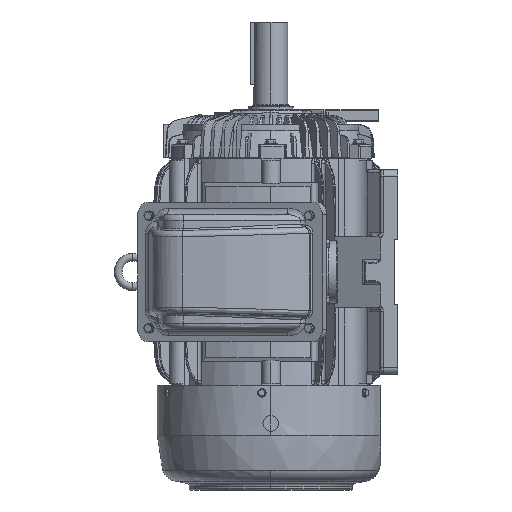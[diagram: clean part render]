
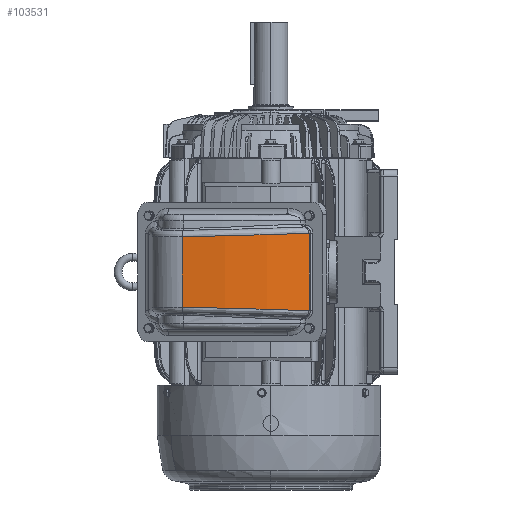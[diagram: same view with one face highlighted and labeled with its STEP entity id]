
A CAD part, left-side view. The second image highlights one B-rep face of the part: STEP entity #103531.
In plain terms, the highlighted cylindrical face has radius 520 mm (diameter 1040 mm), a partial arc.
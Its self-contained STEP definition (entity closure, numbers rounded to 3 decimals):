
#1370 = VECTOR ( 'NONE', #105633, 1000. ) ;
#2137 = ORIENTED_EDGE ( 'NONE', *, *, #94753, .T. ) ;
#3320 = CARTESIAN_POINT ( 'NONE',  ( -412.714, 37.466, 58.823 ) ) ;
#3715 = CARTESIAN_POINT ( 'NONE',  ( -412.559, 35.654, 58.873 ) ) ;
#4115 = CARTESIAN_POINT ( 'NONE',  ( -412.232, 32.026, 58.972 ) ) ;
#4271 = LINE ( 'NONE', #115571, #1370 ) ;
#4816 = CARTESIAN_POINT ( 'NONE',  ( -409.368, 6.014, -59.711 ) ) ;
#9954 = VERTEX_POINT ( 'NONE', #56570 ) ;
#12160 = CARTESIAN_POINT ( 'NONE',  ( -411.088, 141.343, -56.474 ) ) ;
#12740 = CARTESIAN_POINT ( 'NONE',  ( -414.169, 107.801, -57.115 ) ) ;
#13140 = CARTESIAN_POINT ( 'NONE',  ( -413.014, 41.165, -58.723 ) ) ;
#13956 = CARTESIAN_POINT ( 'NONE',  ( -413.429, 46.824, -58.572 ) ) ;
#14462 = CARTESIAN_POINT ( 'NONE',  ( -399.457, -44.351, 61.34 ) ) ;
#16095 = CARTESIAN_POINT ( 'NONE',  ( -414.263, 56.535, 58.307 ) ) ;
#16283 = EDGE_CURVE ( 'NONE', #44622, #9954, #16618, .T. ) ;
#16618 = B_SPLINE_CURVE_WITH_KNOTS ( 'NONE', 3,
 ( #99103, #14462, #41317, #117369, #116562, #23108, #90035, #50762, #4115, #3715, #3320, #22294, #22706, #88409, #31797, #69817, #43323, #16095, #109850, #42907, #24737, #53225 ),
 .UNSPECIFIED., .F., .F.,
 ( 4, 2, 2, 2, 1, 1, 1, 1, 1, 1, 2, 2, 2, 4 ),
 ( 0., 0.25, 0.375, 0.437, 0.469, 0.484, 0.492, 0.496, 0.498, 0.499, 0.5, 0.5, 0.75, 1. ),
 .UNSPECIFIED. ) ;
#18371 = CARTESIAN_POINT ( 'NONE',  ( -411.088, 141.343, 0. ) ) ;
#22294 = CARTESIAN_POINT ( 'NONE',  ( -412.79, 38.372, 58.799 ) ) ;
#22706 = CARTESIAN_POINT ( 'NONE',  ( -412.827, 38.825, 58.786 ) ) ;
#22856 = FACE_OUTER_BOUND ( 'NONE', #115028, .T. ) ;
#23108 = CARTESIAN_POINT ( 'NONE',  ( -410.777, 18.512, 59.354 ) ) ;
#23816 = CARTESIAN_POINT ( 'NONE',  ( -414.58, 73.687, -57.893 ) ) ;
#24293 = EDGE_CURVE ( 'NONE', #42171, #46040, #38604, .T. ) ;
#24737 = CARTESIAN_POINT ( 'NONE',  ( -413.024, 124.687, 56.774 ) ) ;
#25203 = ORIENTED_EDGE ( 'NONE', *, *, #51228, .T. ) ;
#28271 = DIRECTION ( 'NONE',  ( 0., 0., -1. ) ) ;
#28305 = B_SPLINE_CURVE_WITH_KNOTS ( 'NONE', 3,
 ( #78640, #42216, #108329, #117887 ),
 .UNSPECIFIED., .F., .F.,
 ( 4, 4 ),
 ( -0.543, 0. ),
 .UNSPECIFIED. ) ;
#31797 = CARTESIAN_POINT ( 'NONE',  ( -412.854, 39.148, 58.778 ) ) ;
#32441 = DIRECTION ( 'NONE',  ( 0., 0., -1. ) ) ;
#32491 = CARTESIAN_POINT ( 'NONE',  ( -412.867, 39.31, -58.773 ) ) ;
#32892 = CARTESIAN_POINT ( 'NONE',  ( -412.875, 39.412, -58.77 ) ) ;
#37159 = EDGE_CURVE ( 'NONE', #102726, #42171, #4271, .T. ) ;
#38604 = B_SPLINE_CURVE_WITH_KNOTS ( 'NONE', 3,
 ( #67468, #38930, #115373, #105026 ),
 .UNSPECIFIED., .F., .F.,
 ( 4, 4 ),
 ( 0., 0.543 ),
 .UNSPECIFIED. ) ;
#38930 = CARTESIAN_POINT ( 'NONE',  ( -394.67, -61.155, -61.695 ) ) ;
#39124 = ORIENTED_EDGE ( 'NONE', *, *, #16283, .T. ) ;
#39215 = CARTESIAN_POINT ( 'NONE',  ( -394.673, -61.145, -61.951 ) ) ;
#41317 = CARTESIAN_POINT ( 'NONE',  ( -403.335, -27.522, 60.769 ) ) ;
#42171 = VERTEX_POINT ( 'NONE', #50953 ) ;
#42216 = CARTESIAN_POINT ( 'NONE',  ( -394.671, -61.152, 61.823 ) ) ;
#42361 = CARTESIAN_POINT ( 'NONE',  ( 105.435, 81.306, 0. ) ) ;
#42409 = CARTESIAN_POINT ( 'NONE',  ( -413.992, 56.511, -58.32 ) ) ;
#42907 = CARTESIAN_POINT ( 'NONE',  ( -414.169, 107.801, 57.115 ) ) ;
#43323 = CARTESIAN_POINT ( 'NONE',  ( -412.861, 39.244, 58.775 ) ) ;
#44622 = VERTEX_POINT ( 'NONE', #77436 ) ;
#46040 = VERTEX_POINT ( 'NONE', #39215 ) ;
#50356 = LINE ( 'NONE', #18371, #87395 ) ;
#50658 = CARTESIAN_POINT ( 'NONE',  ( -403.335, -27.522, -60.769 ) ) ;
#50762 = CARTESIAN_POINT ( 'NONE',  ( -411.923, 28.911, 59.059 ) ) ;
#50953 = CARTESIAN_POINT ( 'NONE',  ( -394.67, -61.155, -61.567 ) ) ;
#51228 = EDGE_CURVE ( 'NONE', #117186, #46040, #110506, .T. ) ;
#53225 = CARTESIAN_POINT ( 'NONE',  ( -411.088, 141.343, 56.474 ) ) ;
#56570 = CARTESIAN_POINT ( 'NONE',  ( -411.088, 141.343, 56.474 ) ) ;
#59808 = CARTESIAN_POINT ( 'NONE',  ( -411.521, 22.72, -59.222 ) ) ;
#60224 = CARTESIAN_POINT ( 'NONE',  ( -414.634, 82.244, -57.691 ) ) ;
#60966 = ORIENTED_EDGE ( 'NONE', *, *, #76286, .F. ) ;
#61039 = CARTESIAN_POINT ( 'NONE',  ( -399.457, -44.351, -61.34 ) ) ;
#61446 = CARTESIAN_POINT ( 'NONE',  ( -412.94, 40.221, -58.749 ) ) ;
#67468 = CARTESIAN_POINT ( 'NONE',  ( -394.67, -61.155, -61.567 ) ) ;
#69710 = CARTESIAN_POINT ( 'NONE',  ( -413.158, 43.052, -58.673 ) ) ;
#69817 = CARTESIAN_POINT ( 'NONE',  ( -412.859, 39.213, 58.776 ) ) ;
#76286 = EDGE_CURVE ( 'NONE', #44622, #102726, #28305, .T. ) ;
#77436 = CARTESIAN_POINT ( 'NONE',  ( -394.673, -61.145, 61.951 ) ) ;
#78640 = CARTESIAN_POINT ( 'NONE',  ( -394.673, -61.145, 61.951 ) ) ;
#80028 = CARTESIAN_POINT ( 'NONE',  ( -413.63, 50.054, -58.488 ) ) ;
#87395 = VECTOR ( 'NONE', #28271, 1000. ) ;
#88409 = CARTESIAN_POINT ( 'NONE',  ( -412.846, 39.051, 58.78 ) ) ;
#89534 = CARTESIAN_POINT ( 'NONE',  ( -414.179, 60.81, -58.211 ) ) ;
#90035 = CARTESIAN_POINT ( 'NONE',  ( -411.266, 22.676, 59.235 ) ) ;
#92363 = CYLINDRICAL_SURFACE ( 'NONE', #105600, 520. ) ;
#94753 = EDGE_CURVE ( 'NONE', #9954, #117186, #50356, .T. ) ;
#97791 = CARTESIAN_POINT ( 'NONE',  ( -412.87, 39.345, -58.772 ) ) ;
#98550 = DIRECTION ( 'NONE',  ( -0.962, -0.274, 0. ) ) ;
#99001 = CARTESIAN_POINT ( 'NONE',  ( -413.024, 124.687, -56.774 ) ) ;
#99103 = CARTESIAN_POINT ( 'NONE',  ( -394.673, -61.145, 61.951 ) ) ;
#102726 = VERTEX_POINT ( 'NONE', #118958 ) ;
#103531 = ADVANCED_FACE ( 'NONE', ( #22856 ), #92363, .T. ) ;
#105026 = CARTESIAN_POINT ( 'NONE',  ( -394.673, -61.145, -61.951 ) ) ;
#105600 = AXIS2_PLACEMENT_3D ( 'NONE', #42361, #32441, #98550 ) ;
#105633 = DIRECTION ( 'NONE',  ( 0., 0., -1. ) ) ;
#106904 = CARTESIAN_POINT ( 'NONE',  ( -412.883, 39.514, -58.768 ) ) ;
#107703 = CARTESIAN_POINT ( 'NONE',  ( -394.673, -61.145, -61.951 ) ) ;
#108329 = CARTESIAN_POINT ( 'NONE',  ( -394.67, -61.155, 61.695 ) ) ;
#109850 = CARTESIAN_POINT ( 'NONE',  ( -414.789, 73.725, 57.882 ) ) ;
#110506 = B_SPLINE_CURVE_WITH_KNOTS ( 'NONE', 3,
 ( #116045, #99001, #12740, #60224, #23816, #89534, #42409, #80028, #13956, #69710, #13140, #61446, #117671, #106904, #32892, #97791, #32491, #59808, #4816, #50658, #61039, #107703 ),
 .UNSPECIFIED., .F., .F.,
 ( 4, 2, 2, 2, 1, 1, 1, 1, 1, 1, 2, 2, 2, 4 ),
 ( 0., 0.25, 0.375, 0.437, 0.469, 0.484, 0.492, 0.496, 0.498, 0.499, 0.5, 0.5, 0.75, 1. ),
 .UNSPECIFIED. ) ;
#115028 = EDGE_LOOP ( 'NONE', ( #2137, #25203, #120593, #117245, #60966, #39124 ) ) ;
#115373 = CARTESIAN_POINT ( 'NONE',  ( -394.671, -61.152, -61.823 ) ) ;
#115571 = CARTESIAN_POINT ( 'NONE',  ( -394.67, -61.155, 0. ) ) ;
#116045 = CARTESIAN_POINT ( 'NONE',  ( -411.088, 141.343, -56.474 ) ) ;
#116562 = CARTESIAN_POINT ( 'NONE',  ( -409.152, 5.999, 59.721 ) ) ;
#117186 = VERTEX_POINT ( 'NONE', #12160 ) ;
#117245 = ORIENTED_EDGE ( 'NONE', *, *, #37159, .F. ) ;
#117369 = CARTESIAN_POINT ( 'NONE',  ( -407.859, -2.37, 59.975 ) ) ;
#117671 = CARTESIAN_POINT ( 'NONE',  ( -412.902, 39.75, -58.761 ) ) ;
#117887 = CARTESIAN_POINT ( 'NONE',  ( -394.67, -61.155, 61.567 ) ) ;
#118958 = CARTESIAN_POINT ( 'NONE',  ( -394.67, -61.155, 61.567 ) ) ;
#120593 = ORIENTED_EDGE ( 'NONE', *, *, #24293, .F. ) ;
